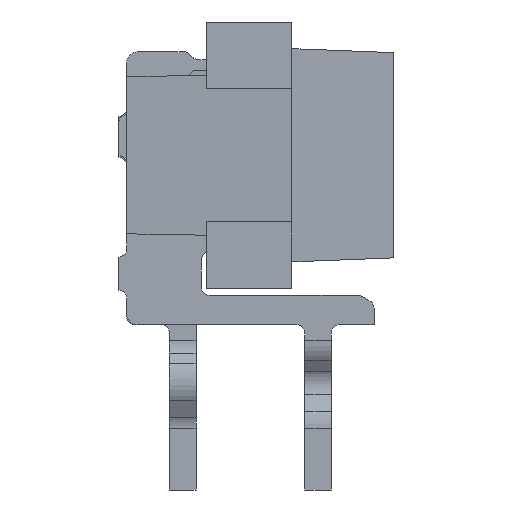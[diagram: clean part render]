
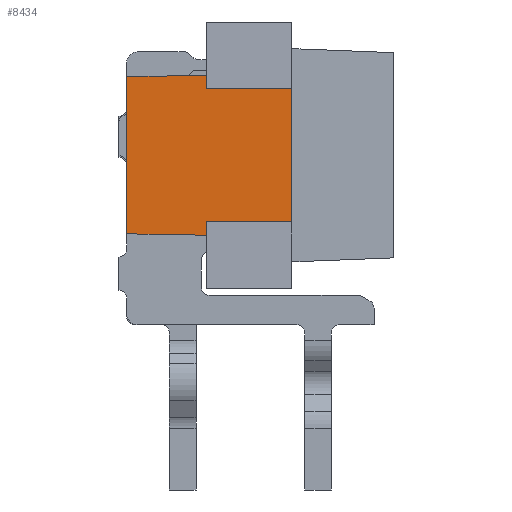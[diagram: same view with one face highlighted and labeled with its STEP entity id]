
A CAD part, front view. The second image highlights one B-rep face of the part: STEP entity #8434.
In plain terms, the highlighted planar face has unit normal (-0.018, -1, 0).
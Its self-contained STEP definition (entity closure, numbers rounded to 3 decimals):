
#656 = VERTEX_POINT('',#657);
#657 = CARTESIAN_POINT('',(0.375,-17.312,1.59));
#663 = EDGE_CURVE('',#656,#664,#666,.T.);
#664 = VERTEX_POINT('',#665);
#665 = CARTESIAN_POINT('',(0.375,-17.312,1.84));
#666 = LINE('',#667,#668);
#667 = CARTESIAN_POINT('',(0.375,-17.312,1.59));
#668 = VECTOR('',#669,1.);
#669 = DIRECTION('',(0.,0.,1.));
#806 = VERTEX_POINT('',#807);
#807 = CARTESIAN_POINT('',(0.375,-17.312,4.34));
#813 = EDGE_CURVE('',#806,#814,#816,.T.);
#814 = VERTEX_POINT('',#815);
#815 = CARTESIAN_POINT('',(0.375,-17.312,4.59));
#816 = LINE('',#817,#818);
#817 = CARTESIAN_POINT('',(0.375,-17.312,4.34));
#818 = VECTOR('',#819,1.);
#819 = DIRECTION('',(0.,0.,1.));
#2395 = VERTEX_POINT('',#2396);
#2396 = CARTESIAN_POINT('',(-1.125,-17.286,1.616));
#2402 = EDGE_CURVE('',#656,#2395,#2403,.T.);
#2403 = LINE('',#2404,#2405);
#2404 = CARTESIAN_POINT('',(0.375,-17.312,1.59));
#2405 = VECTOR('',#2406,1.);
#2406 = DIRECTION('',(-1.,0.017,
    0.017));
#3911 = VERTEX_POINT('',#3912);
#3912 = CARTESIAN_POINT('',(-1.125,-17.286,4.564));
#3918 = EDGE_CURVE('',#2395,#3911,#3919,.T.);
#3919 = LINE('',#3920,#3921);
#3920 = CARTESIAN_POINT('',(-1.125,-17.286,1.616));
#3921 = VECTOR('',#3922,1.);
#3922 = DIRECTION('',(0.,0.,1.));
#8287 = VERTEX_POINT('',#8288);
#8288 = CARTESIAN_POINT('',(1.975,-17.34,4.34));
#8332 = VERTEX_POINT('',#8333);
#8333 = CARTESIAN_POINT('',(1.975,-17.34,1.84));
#8400 = EDGE_CURVE('',#8287,#8332,#8401,.T.);
#8401 = LINE('',#8402,#8403);
#8402 = CARTESIAN_POINT('',(1.975,-17.34,4.34));
#8403 = VECTOR('',#8404,1.);
#8404 = DIRECTION('',(0.,0.,-1.));
#8434 = ADVANCED_FACE('',(#8435),#8460,.F.);
#8435 = FACE_BOUND('',#8436,.F.);
#8436 = EDGE_LOOP('',(#8437,#8438,#8444,#8445,#8446,#8447,#8453,#8454));
#8437 = ORIENTED_EDGE('',*,*,#8400,.T.);
#8438 = ORIENTED_EDGE('',*,*,#8439,.T.);
#8439 = EDGE_CURVE('',#8332,#664,#8440,.T.);
#8440 = LINE('',#8441,#8442);
#8441 = CARTESIAN_POINT('',(1.975,-17.34,1.84));
#8442 = VECTOR('',#8443,1.);
#8443 = DIRECTION('',(-1.,0.017,
    0.));
#8444 = ORIENTED_EDGE('',*,*,#663,.F.);
#8445 = ORIENTED_EDGE('',*,*,#2402,.T.);
#8446 = ORIENTED_EDGE('',*,*,#3918,.T.);
#8447 = ORIENTED_EDGE('',*,*,#8448,.T.);
#8448 = EDGE_CURVE('',#3911,#814,#8449,.T.);
#8449 = LINE('',#8450,#8451);
#8450 = CARTESIAN_POINT('',(-1.125,-17.286,4.564));
#8451 = VECTOR('',#8452,1.);
#8452 = DIRECTION('',(1.,-0.017,
    0.017));
#8453 = ORIENTED_EDGE('',*,*,#813,.F.);
#8454 = ORIENTED_EDGE('',*,*,#8455,.F.);
#8455 = EDGE_CURVE('',#8287,#806,#8456,.T.);
#8456 = LINE('',#8457,#8458);
#8457 = CARTESIAN_POINT('',(1.975,-17.34,4.34));
#8458 = VECTOR('',#8459,1.);
#8459 = DIRECTION('',(-1.,0.017,
    0.));
#8460 = PLANE('',#8461);
#8461 = AXIS2_PLACEMENT_3D('',#8462,#8463,#8464);
#8462 = CARTESIAN_POINT('',(1.975,-17.34,5.09));
#8463 = DIRECTION('',(0.017,1.,
    0.));
#8464 = DIRECTION('',(0.,0.,1.));
